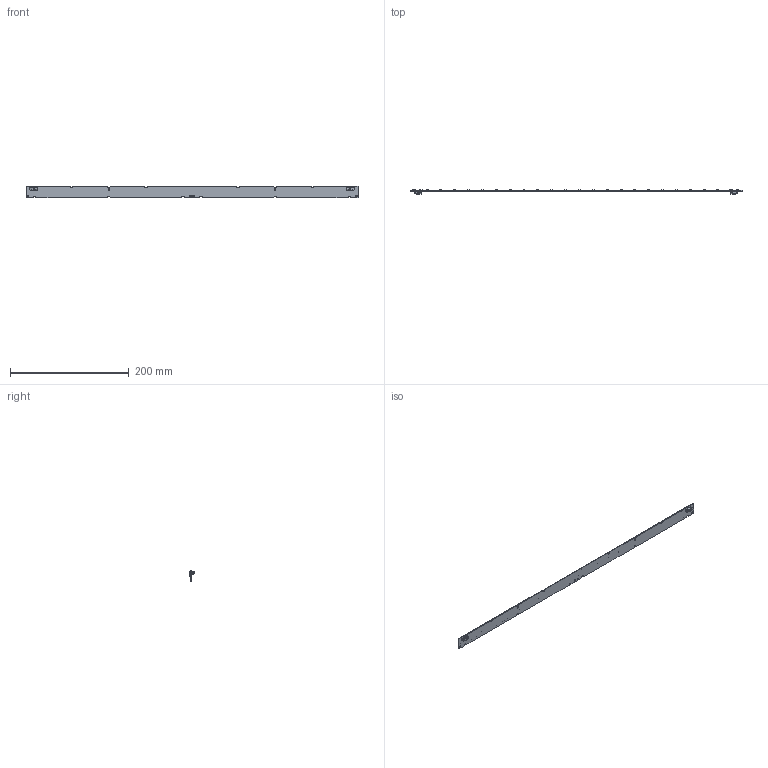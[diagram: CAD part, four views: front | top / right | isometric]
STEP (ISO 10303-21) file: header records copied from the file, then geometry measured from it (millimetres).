
FILE_DESCRIPTION (( 'STEP AP214' ), '1' );
FILE_NAME ('WU-M-603-BC.STEP', '2018-07-06T09:55:15', ( 'Admin' ), ( 'Microsoft' ), 'SwSTEP 2.0', 'SolidWorks 2017', '' );
FILE_SCHEMA (( 'AUTOMOTIVE_DESIGN' ));
Length unit declared in the file: millimetre
Products named in the file (4): 46_111_1001; STW8A12D; WU-M-603 PCB-Base; WU-M-603-BC
Assembly tree (27 placements, depth 2):
  WU-M-603-BC
    WU-M-603 PCB-Base
    STW8A12D  x24
    46_111_1001  x2
Bounding box: 559 x 7.43 x 20 mm (x, y, z)
Volume: 17910.8 mm3; surface area: 25756.7 mm2
Topology: 27 solids, 27 shells, 3437 faces, 9870 edges, 6764 vertices
Faces by surface type: plane 2409, bspline 726, cylinder 302
Entity records: 113846 total; most frequent: CARTESIAN_POINT 44618, ORIENTED_EDGE 11490, DIRECTION 6716, EDGE_CURVE 5745, VERTEX_POINT 3834, VECTOR 3400, LINE 3400, EDGE_LOOP 2321
